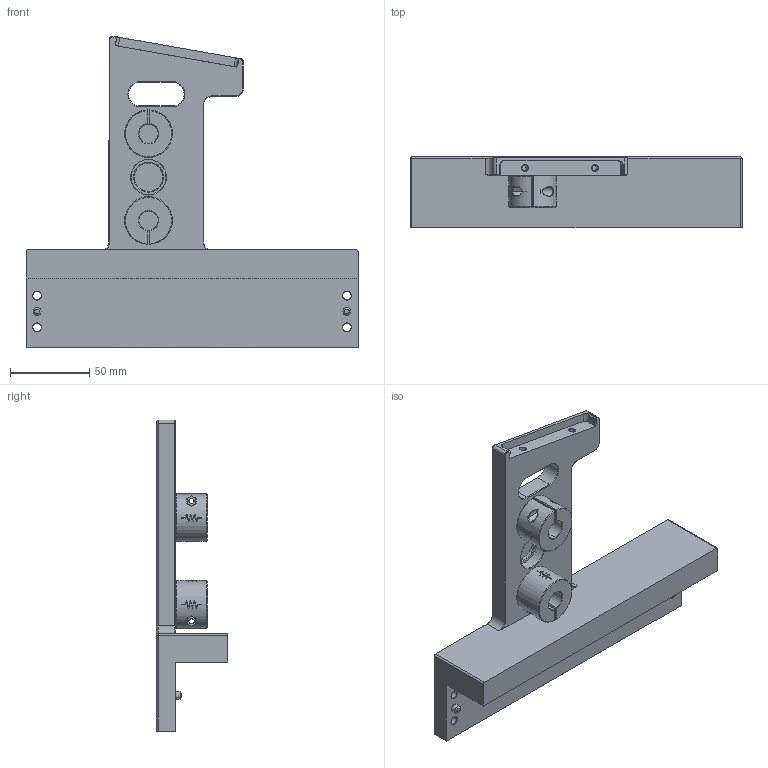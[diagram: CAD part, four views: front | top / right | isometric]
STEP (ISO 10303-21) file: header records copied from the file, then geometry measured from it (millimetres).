
FILE_DESCRIPTION(/* description */ (''),/* implementation_level */ '2;1');
FILE_NAME(/* name */ 'right.step',/* time_stamp */ '2025-05-08T15:33:24+02:00',/* author */ (''),/* organization */ (''),/* preprocessor_version */ 'ST-DEVELOPER v20.1',/* originating_system */ 'Autodesk Translation Framework v14.4.0.0',/* authorisation */ '');
FILE_SCHEMA (('AUTOMOTIVE_DESIGN { 1 0 10303 214 3 1 1 }'));
Length unit declared in the file: millimetre
Products named in the file (1): right
Bounding box: 210 x 45 x 197.2 mm (x, y, z)
Volume: 386470.8 mm3; surface area: 77504.9 mm2
Topology: 1 solids, 1 shells, 523 faces, 1427 edges, 924 vertices
Faces by surface type: bspline 322, plane 110, cone 48, cylinder 43
Full cylindrical faces by diameter (mm): 3.3 x4, 4 x4, 5 x4, 5.3 x4, 5.9 x2, 12.2 x2, 18 x1, 22.2 x1
Entity records: 21609 total; most frequent: CARTESIAN_POINT 10594, ORIENTED_EDGE 2850, EDGE_CURVE 1425, DIRECTION 1269, VERTEX_POINT 924, B_SPLINE_CURVE_WITH_KNOTS 665, LINE 603, VECTOR 603
